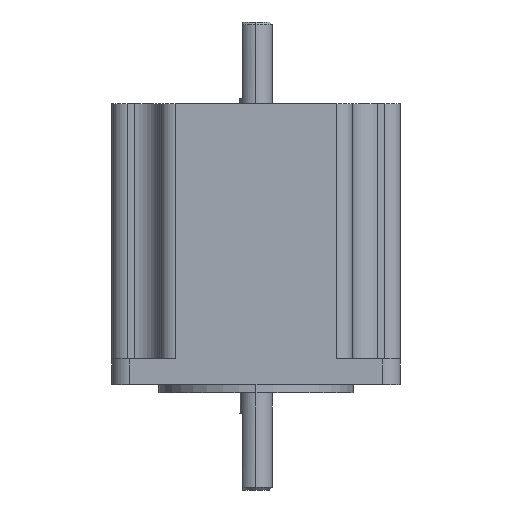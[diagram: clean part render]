
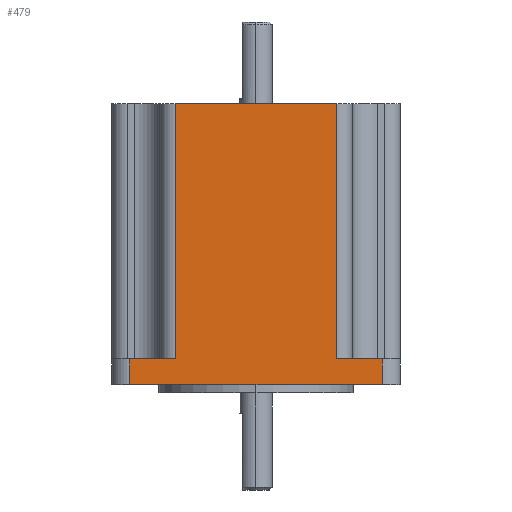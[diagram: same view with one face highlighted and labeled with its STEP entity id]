
A CAD part, left-side view. The second image highlights one B-rep face of the part: STEP entity #479.
In plain terms, the highlighted planar face has unit normal (-1, 0, 0).
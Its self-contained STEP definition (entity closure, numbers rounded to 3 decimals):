
#39 = VECTOR ( 'NONE', #1052, 1000. ) ;
#75 = VECTOR ( 'NONE', #1643, 1000. ) ;
#77 = VECTOR ( 'NONE', #1645, 1000. ) ;
#102 = VECTOR ( 'NONE', #1686, 1000. ) ;
#127 = VECTOR ( 'NONE', #943, 1000. ) ;
#226 = EDGE_CURVE ( 'NONE', #654, #668, #434, .T. ) ;
#227 = EDGE_CURVE ( 'NONE', #666, #669, #436, .T. ) ;
#243 = EDGE_CURVE ( 'NONE', #678, #679, #795, .T. ) ;
#254 = EDGE_CURVE ( 'NONE', #668, #669, #801, .T. ) ;
#298 = EDGE_CURVE ( 'NONE', #653, #654, #824, .T. ) ;
#314 = EDGE_CURVE ( 'NONE', #667, #666, #831, .T. ) ;
#434 = LINE ( 'NONE', #1642, #75 ) ;
#436 = LINE ( 'NONE', #1644, #77 ) ;
#467 = EDGE_CURVE ( 'NONE', #678, #667, #875, .T. ) ;
#479 = ADVANCED_FACE ( 'NONE', ( #895 ), #1268, .F. ) ;
#514 = EDGE_CURVE ( 'NONE', #653, #679, #926, .T. ) ;
#653 = VERTEX_POINT ( 'NONE', #1411 ) ;
#654 = VERTEX_POINT ( 'NONE', #1412 ) ;
#666 = VERTEX_POINT ( 'NONE', #1424 ) ;
#667 = VERTEX_POINT ( 'NONE', #1425 ) ;
#668 = VERTEX_POINT ( 'NONE', #1426 ) ;
#669 = VERTEX_POINT ( 'NONE', #1427 ) ;
#678 = VERTEX_POINT ( 'NONE', #1436 ) ;
#679 = VERTEX_POINT ( 'NONE', #1437 ) ;
#756 = ORIENTED_EDGE ( 'NONE', *, *, #298, .F. ) ;
#757 = ORIENTED_EDGE ( 'NONE', *, *, #514, .T. ) ;
#758 = ORIENTED_EDGE ( 'NONE', *, *, #243, .F. ) ;
#759 = ORIENTED_EDGE ( 'NONE', *, *, #467, .T. ) ;
#795 = LINE ( 'NONE', #1685, #102 ) ;
#801 = LINE ( 'NONE', #942, #127 ) ;
#824 = LINE ( 'NONE', #1051, #39 ) ;
#831 = LINE ( 'NONE', #1092, #1956 ) ;
#875 = LINE ( 'NONE', #1234, #1893 ) ;
#895 = FACE_OUTER_BOUND ( 'NONE', #1559, .T. ) ;
#926 = LINE ( 'NONE', #1381, #1724 ) ;
#942 = CARTESIAN_POINT ( 'NONE',  ( -28.2, 28.2, 5.08 ) ) ;
#943 = DIRECTION ( 'NONE',  ( 0., -1., 0. ) ) ;
#1051 = CARTESIAN_POINT ( 'NONE',  ( -28.2, 15.8, 55. ) ) ;
#1052 = DIRECTION ( 'NONE',  ( 0., -1., 0. ) ) ;
#1092 = CARTESIAN_POINT ( 'NONE',  ( -28.2, 28.2, 0. ) ) ;
#1093 = DIRECTION ( 'NONE',  ( 0., -1., 0. ) ) ;
#1234 = CARTESIAN_POINT ( 'NONE',  ( -28.2, 24.7, 5.08 ) ) ;
#1235 = DIRECTION ( 'NONE',  ( 0., 0., -1. ) ) ;
#1268 = PLANE ( 'NONE',  #1913 ) ;
#1269 = CARTESIAN_POINT ( 'NONE',  ( -28.2, 28.2, 5.08 ) ) ;
#1270 = DIRECTION ( 'NONE',  ( 1., 0., 0. ) ) ;
#1271 = DIRECTION ( 'NONE',  ( 0., 1., 0. ) ) ;
#1381 = CARTESIAN_POINT ( 'NONE',  ( -28.2, 15.8, 55. ) ) ;
#1382 = DIRECTION ( 'NONE',  ( 0., 0., -1. ) ) ;
#1411 = CARTESIAN_POINT ( 'NONE',  ( -28.2, 15.8, 55. ) ) ;
#1412 = CARTESIAN_POINT ( 'NONE',  ( -28.2, -15.8, 55. ) ) ;
#1424 = CARTESIAN_POINT ( 'NONE',  ( -28.2, -24.7, 0. ) ) ;
#1425 = CARTESIAN_POINT ( 'NONE',  ( -28.2, 24.7, 0. ) ) ;
#1426 = CARTESIAN_POINT ( 'NONE',  ( -28.2, -15.8, 5.08 ) ) ;
#1427 = CARTESIAN_POINT ( 'NONE',  ( -28.2, -24.7, 5.08 ) ) ;
#1436 = CARTESIAN_POINT ( 'NONE',  ( -28.2, 24.7, 5.08 ) ) ;
#1437 = CARTESIAN_POINT ( 'NONE',  ( -28.2, 15.8, 5.08 ) ) ;
#1559 = EDGE_LOOP ( 'NONE', ( #1779, #1781, #1780, #1782, #756, #757, #758, #759 ) ) ;
#1642 = CARTESIAN_POINT ( 'NONE',  ( -28.2, -15.8, 55. ) ) ;
#1643 = DIRECTION ( 'NONE',  ( 0., 0., -1. ) ) ;
#1644 = CARTESIAN_POINT ( 'NONE',  ( -28.2, -24.7, 5.08 ) ) ;
#1645 = DIRECTION ( 'NONE',  ( 0., 0., 1. ) ) ;
#1685 = CARTESIAN_POINT ( 'NONE',  ( -28.2, 28.2, 5.08 ) ) ;
#1686 = DIRECTION ( 'NONE',  ( 0., -1., 0. ) ) ;
#1724 = VECTOR ( 'NONE', #1382, 1000. ) ;
#1779 = ORIENTED_EDGE ( 'NONE', *, *, #314, .T. ) ;
#1780 = ORIENTED_EDGE ( 'NONE', *, *, #254, .F. ) ;
#1781 = ORIENTED_EDGE ( 'NONE', *, *, #227, .T. ) ;
#1782 = ORIENTED_EDGE ( 'NONE', *, *, #226, .F. ) ;
#1893 = VECTOR ( 'NONE', #1235, 1000. ) ;
#1913 = AXIS2_PLACEMENT_3D ( 'NONE', #1269, #1270, #1271 ) ;
#1956 = VECTOR ( 'NONE', #1093, 1000. ) ;
